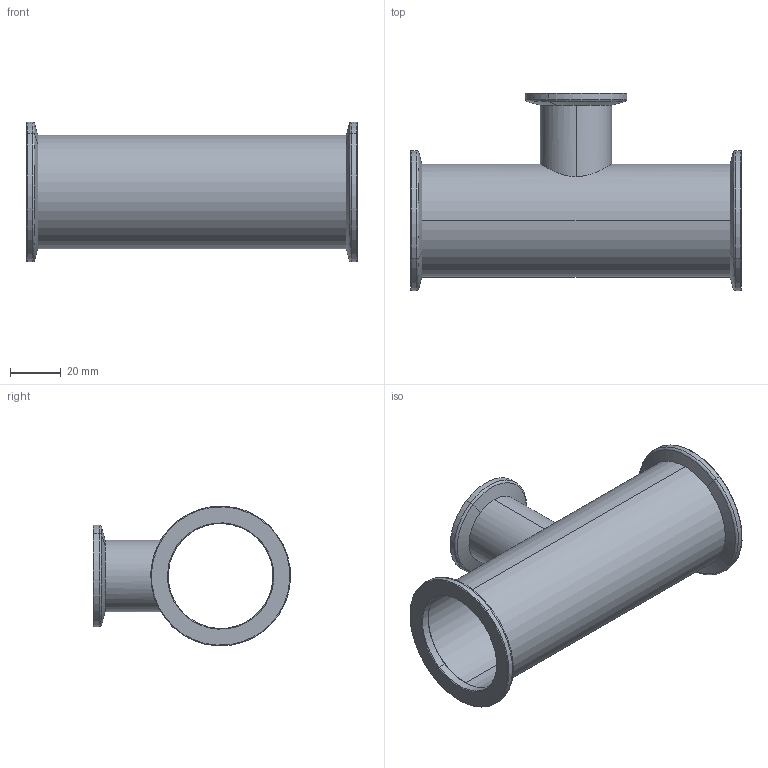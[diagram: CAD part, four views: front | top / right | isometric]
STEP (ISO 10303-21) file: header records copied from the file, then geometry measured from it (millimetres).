
FILE_DESCRIPTION (( 'STEP AP214' ), '1' );
FILE_NAME ('Hositrad_KTR40-25.STEP', '2017-06-08T09:10:14', ( 'Gebruiker' ), ( '' ), 'SwSTEP 2.0', 'SolidWorks 2017', '' );
FILE_SCHEMA (( 'AUTOMOTIVE_DESIGN' ));
Length unit declared in the file: millimetre
Products named in the file (4): KF40-44.5WS; KF-Tee-Tube-All_KTR40-25; Hositrad_KTR40-25; KF25-WS_KF25-28Ws
Assembly tree (4 placements, depth 2):
  Hositrad_KTR40-25
    KF-Tee-Tube-All_KTR40-25
    KF40-44.5WS  x2
    KF25-WS_KF25-28Ws
Bounding box: 130 x 77.46 x 54.92 mm (x, y, z)
Volume: 37656.4 mm3; surface area: 45650.6 mm2
Topology: 4 solids, 4 shells, 58 faces, 118 edges, 70 vertices
Faces by surface type: cylinder 28, plane 10, torus 10, cone 10
Entity records: 1490 total; most frequent: CARTESIAN_POINT 391, DIRECTION 234, ORIENTED_EDGE 172, AXIS2_PLACEMENT_3D 103, EDGE_CURVE 86, CIRCLE 54, EDGE_LOOP 52, VERTEX_POINT 52
